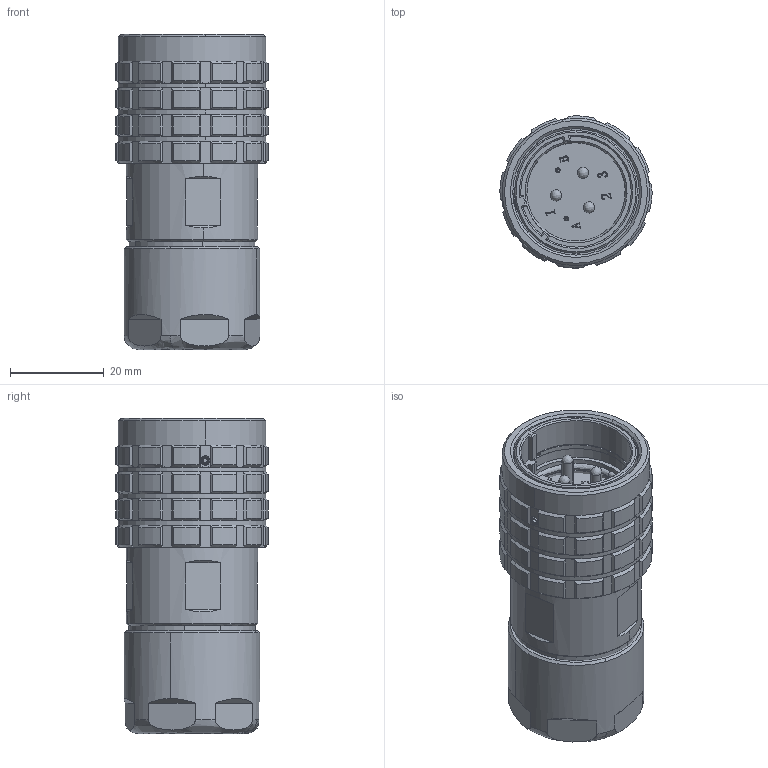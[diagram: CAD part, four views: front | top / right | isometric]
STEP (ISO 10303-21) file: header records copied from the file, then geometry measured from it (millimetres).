
FILE_DESCRIPTION (( 'STEP AP203' ), '1' );
FILE_NAME ('YG982-3+2²åÍ·.STEP', '2018-08-30T08:14:57', ( 'AutoBVT' ), ( 'Microsoft' ), 'SwSTEP 2.0', 'SolidWorks 2012', '' );
FILE_SCHEMA (( 'CONFIG_CONTROL_DESIGN' ));
Length unit declared in the file: millimetre
Products named in the file (1): YG982-3+2脣芛
Bounding box: 32.49 x 32.49 x 67.31 mm (x, y, z)
Volume: 48388.1 mm3; surface area: 37243.7 mm2
Topology: 32 solids, 32 shells, 1343 faces, 3476 edges, 2189 vertices
Faces by surface type: plane 634, cylinder 343, cone 237, bspline 129
Entity records: 45848 total; most frequent: CARTESIAN_POINT 14206, ORIENTED_EDGE 6872, DIRECTION 6287, EDGE_CURVE 3436, AXIS2_PLACEMENT_3D 2418, VERTEX_POINT 2189, VECTOR 1451, LINE 1451
